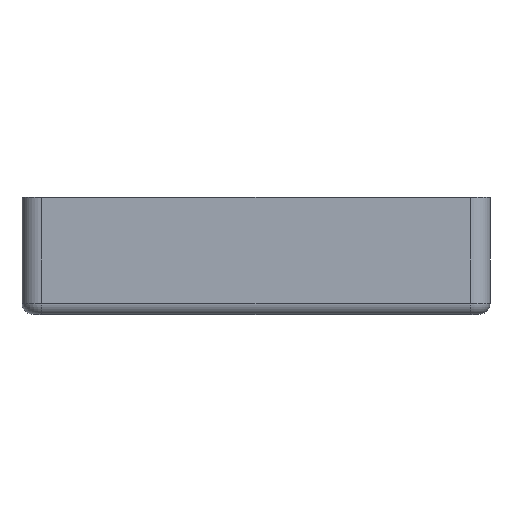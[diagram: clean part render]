
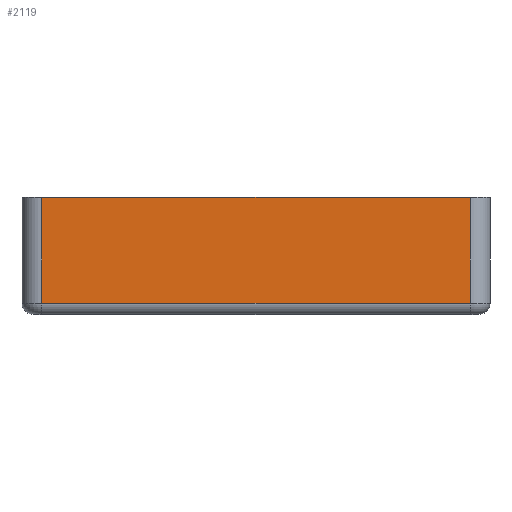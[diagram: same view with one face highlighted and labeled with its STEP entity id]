
A CAD part, left-side view. The second image highlights one B-rep face of the part: STEP entity #2119.
In plain terms, the highlighted planar face has unit normal (-1, 0, 0).
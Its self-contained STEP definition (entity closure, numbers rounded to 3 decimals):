
#26 = VECTOR ( 'NONE', #2031, 1000. ) ;
#33 = CARTESIAN_POINT ( 'NONE',  ( 88.214, -225.142, 19. ) ) ;
#443 = VERTEX_POINT ( 'NONE', #2086 ) ;
#445 = DIRECTION ( 'NONE',  ( 0., -1., 0. ) ) ;
#454 = LINE ( 'NONE', #651, #976 ) ;
#511 = ORIENTED_EDGE ( 'NONE', *, *, #1225, .T. ) ;
#514 = VERTEX_POINT ( 'NONE', #1311 ) ;
#543 = LINE ( 'NONE', #1222, #26 ) ;
#590 = VERTEX_POINT ( 'NONE', #33 ) ;
#649 = EDGE_CURVE ( 'NONE', #590, #1929, #543, .T. ) ;
#651 = CARTESIAN_POINT ( 'NONE',  ( 88.214, -208.862, 0. ) ) ;
#758 = VECTOR ( 'NONE', #445, 1000. ) ;
#824 = DIRECTION ( 'NONE',  ( -1., 0., 0. ) ) ;
#976 = VECTOR ( 'NONE', #1820, 1000. ) ;
#977 = LINE ( 'NONE', #1161, #1945 ) ;
#1161 = CARTESIAN_POINT ( 'NONE',  ( 88.214, -148.258, 0. ) ) ;
#1222 = CARTESIAN_POINT ( 'NONE',  ( 88.214, -225.142, 0. ) ) ;
#1225 = EDGE_CURVE ( 'NONE', #514, #443, #977, .T. ) ;
#1284 = ORIENTED_EDGE ( 'NONE', *, *, #649, .F. ) ;
#1311 = CARTESIAN_POINT ( 'NONE',  ( 88.214, -148.258, 19. ) ) ;
#1326 = CARTESIAN_POINT ( 'NONE',  ( 88.214, -225.142, 0. ) ) ;
#1339 = FACE_OUTER_BOUND ( 'NONE', #1883, .T. ) ;
#1360 = ORIENTED_EDGE ( 'NONE', *, *, #1577, .F. ) ;
#1577 = EDGE_CURVE ( 'NONE', #514, #590, #2244, .T. ) ;
#1617 = CARTESIAN_POINT ( 'NONE',  ( 88.214, 0., 19. ) ) ;
#1775 = PLANE ( 'NONE',  #2254 ) ;
#1820 = DIRECTION ( 'NONE',  ( 0., -1., 0. ) ) ;
#1883 = EDGE_LOOP ( 'NONE', ( #511, #2112, #1284, #1360 ) ) ;
#1929 = VERTEX_POINT ( 'NONE', #1326 ) ;
#1945 = VECTOR ( 'NONE', #2481, 1000. ) ;
#1987 = CARTESIAN_POINT ( 'NONE',  ( 88.214, -208.862, 0. ) ) ;
#2031 = DIRECTION ( 'NONE',  ( 0., 0., -1. ) ) ;
#2086 = CARTESIAN_POINT ( 'NONE',  ( 88.214, -148.258, 0. ) ) ;
#2112 = ORIENTED_EDGE ( 'NONE', *, *, #2143, .T. ) ;
#2119 = ADVANCED_FACE ( 'NONE', ( #1339 ), #1775, .T. ) ;
#2143 = EDGE_CURVE ( 'NONE', #443, #1929, #454, .T. ) ;
#2185 = DIRECTION ( 'NONE',  ( 0., 0., 1. ) ) ;
#2244 = LINE ( 'NONE', #1617, #758 ) ;
#2254 = AXIS2_PLACEMENT_3D ( 'NONE', #1987, #824, #2185 ) ;
#2481 = DIRECTION ( 'NONE',  ( 0., 0., -1. ) ) ;
